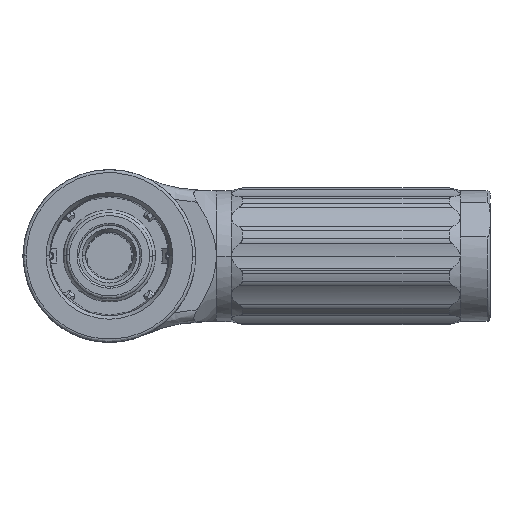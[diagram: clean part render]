
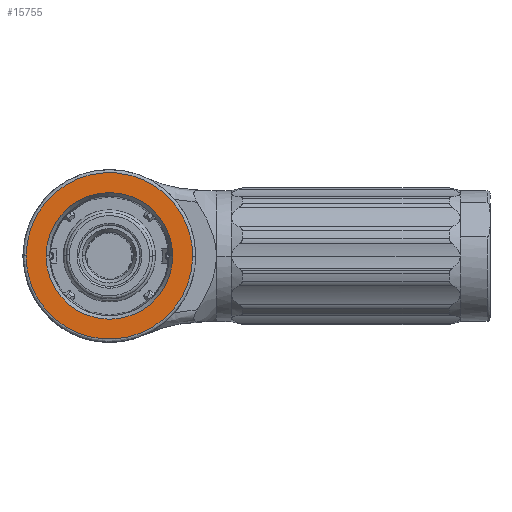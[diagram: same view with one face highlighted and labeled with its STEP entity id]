
A CAD part, top view. The second image highlights one B-rep face of the part: STEP entity #15755.
In plain terms, the highlighted planar face has unit normal (0, 0, 1).
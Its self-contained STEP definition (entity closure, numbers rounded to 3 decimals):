
#187 = CARTESIAN_POINT ( 'NONE',  ( -14., 0., -9. ) ) ;
#540 =( BOUNDED_CURVE ( )  B_SPLINE_CURVE ( 3, ( #13703, #20845, #11470, #19186 ),
 .UNSPECIFIED., .F., .F. ) 
 B_SPLINE_CURVE_WITH_KNOTS ( ( 4, 4 ),
 ( 0.003, 1. ),
 .UNSPECIFIED. ) 
 CURVE ( )  GEOMETRIC_REPRESENTATION_ITEM ( )  RATIONAL_B_SPLINE_CURVE ( ( 1., 0.337, 0.337, 1. ) ) 
 REPRESENTATION_ITEM ( '' )  );
#626 = EDGE_CURVE ( 'NONE', #21562, #21010, #17578, .T. ) ;
#878 = CIRCLE ( 'NONE', #5792, 10.649 ) ;
#1287 = CARTESIAN_POINT ( 'NONE',  ( -14., 0., -9. ) ) ;
#1778 = ORIENTED_EDGE ( 'NONE', *, *, #4641, .T. ) ;
#1978 = PLANE ( 'NONE',  #16769 ) ;
#2078 = CARTESIAN_POINT ( 'NONE',  ( -14., 0.099, -9. ) ) ;
#2815 = CARTESIAN_POINT ( 'NONE',  ( 13.999, -0.148, -9. ) ) ;
#4142 = CARTESIAN_POINT ( 'NONE',  ( 14., 0., -9. ) ) ;
#4641 = EDGE_CURVE ( 'NONE', #9101, #6245, #878, .T. ) ;
#5764 = DIRECTION ( 'NONE',  ( 1., 0., 0. ) ) ;
#5792 = AXIS2_PLACEMENT_3D ( 'NONE', #21928, #23457, #5764 ) ;
#5969 = ORIENTED_EDGE ( 'NONE', *, *, #20755, .F. ) ;
#6245 = VERTEX_POINT ( 'NONE', #8169 ) ;
#6932 = ORIENTED_EDGE ( 'NONE', *, *, #23423, .T. ) ;
#6934 = DIRECTION ( 'NONE',  ( 0., 0., 1. ) ) ;
#7121 = CARTESIAN_POINT ( 'NONE',  ( 0., 0., -9. ) ) ;
#7418 = EDGE_LOOP ( 'NONE', ( #1778, #6932 ) ) ;
#7856 = EDGE_CURVE ( 'NONE', #11701, #8722, #540, .T. ) ;
#7872 = CARTESIAN_POINT ( 'NONE',  ( -13.999, 0.148, -9. ) ) ;
#8169 = CARTESIAN_POINT ( 'NONE',  ( -10.649, 0., -9. ) ) ;
#8722 = VERTEX_POINT ( 'NONE', #14768 ) ;
#8868 = ORIENTED_EDGE ( 'NONE', *, *, #626, .F. ) ;
#8930 = CARTESIAN_POINT ( 'NONE',  ( -13.999, 0.148, -9. ) ) ;
#8945 = FACE_BOUND ( 'NONE', #7418, .T. ) ;
#9101 = VERTEX_POINT ( 'NONE', #21731 ) ;
#11160 = DIRECTION ( 'NONE',  ( 0., 0., -1. ) ) ;
#11470 = CARTESIAN_POINT ( 'NONE',  ( 14., 27.706, -9. ) ) ;
#11592 =( BOUNDED_CURVE ( )  B_SPLINE_CURVE ( 3, ( #4142, #11828, #19085, #2815 ),
 .UNSPECIFIED., .F., .F. ) 
 B_SPLINE_CURVE_WITH_KNOTS ( ( 4, 4 ),
 ( 0., 0.003 ),
 .UNSPECIFIED. ) 
 CURVE ( )  GEOMETRIC_REPRESENTATION_ITEM ( )  RATIONAL_B_SPLINE_CURVE ( ( 1., 1., 1., 1. ) ) 
 REPRESENTATION_ITEM ( '' )  );
#11701 = VERTEX_POINT ( 'NONE', #7872 ) ;
#11702 = EDGE_LOOP ( 'NONE', ( #22602, #8868, #5969, #16475 ) ) ;
#11828 = CARTESIAN_POINT ( 'NONE',  ( 14., -0.049, -9. ) ) ;
#12156 = CARTESIAN_POINT ( 'NONE',  ( -14., 0., -9. ) ) ;
#12539 = CARTESIAN_POINT ( 'NONE',  ( 13.705, -27.853, -9. ) ) ;
#13703 = CARTESIAN_POINT ( 'NONE',  ( -13.999, 0.148, -9. ) ) ;
#14611 = DIRECTION ( 'NONE',  ( 1., 0., 0. ) ) ;
#14641 = CARTESIAN_POINT ( 'NONE',  ( -14., 0.049, -9. ) ) ;
#14658 = DIRECTION ( 'NONE',  ( 1., 0., 0. ) ) ;
#14768 = CARTESIAN_POINT ( 'NONE',  ( 14., 0., -9. ) ) ;
#15755 = ADVANCED_FACE ( 'NONE', ( #8945, #18360 ), #1978, .T. ) ;
#15875 = CARTESIAN_POINT ( 'NONE',  ( 13.999, -0.148, -9. ) ) ;
#16102 = CARTESIAN_POINT ( 'NONE',  ( 0., 0., -9. ) ) ;
#16475 = ORIENTED_EDGE ( 'NONE', *, *, #7856, .F. ) ;
#16769 = AXIS2_PLACEMENT_3D ( 'NONE', #16102, #6934, #14658 ) ;
#17348 =( BOUNDED_CURVE ( )  B_SPLINE_CURVE ( 3, ( #187, #14641, #2078, #8930 ),
 .UNSPECIFIED., .F., .F. ) 
 B_SPLINE_CURVE_WITH_KNOTS ( ( 4, 4 ),
 ( 0., 0.003 ),
 .UNSPECIFIED. ) 
 CURVE ( )  GEOMETRIC_REPRESENTATION_ITEM ( )  RATIONAL_B_SPLINE_CURVE ( ( 1., 1., 1., 1. ) ) 
 REPRESENTATION_ITEM ( '' )  );
#17578 =( BOUNDED_CURVE ( )  B_SPLINE_CURVE ( 3, ( #15875, #12539, #22985, #1287 ),
 .UNSPECIFIED., .F., .T. ) 
 B_SPLINE_CURVE_WITH_KNOTS ( ( 4, 4 ),
 ( 0.003, 1. ),
 .UNSPECIFIED. ) 
 CURVE ( )  GEOMETRIC_REPRESENTATION_ITEM ( )  RATIONAL_B_SPLINE_CURVE ( ( 1., 0.337, 0.337, 1. ) ) 
 REPRESENTATION_ITEM ( '' )  );
#18360 = FACE_OUTER_BOUND ( 'NONE', #11702, .T. ) ;
#19085 = CARTESIAN_POINT ( 'NONE',  ( 14., -0.099, -9. ) ) ;
#19186 = CARTESIAN_POINT ( 'NONE',  ( 14., 0., -9. ) ) ;
#20652 = CARTESIAN_POINT ( 'NONE',  ( 13.999, -0.148, -9. ) ) ;
#20755 = EDGE_CURVE ( 'NONE', #8722, #21562, #11592, .T. ) ;
#20845 = CARTESIAN_POINT ( 'NONE',  ( -13.705, 27.853, -9. ) ) ;
#20901 = CIRCLE ( 'NONE', #22790, 10.649 ) ;
#21010 = VERTEX_POINT ( 'NONE', #12156 ) ;
#21209 = EDGE_CURVE ( 'NONE', #21010, #11701, #17348, .T. ) ;
#21562 = VERTEX_POINT ( 'NONE', #20652 ) ;
#21731 = CARTESIAN_POINT ( 'NONE',  ( 10.649, 0., -9. ) ) ;
#21928 = CARTESIAN_POINT ( 'NONE',  ( 0., 0., -9. ) ) ;
#22602 = ORIENTED_EDGE ( 'NONE', *, *, #21209, .F. ) ;
#22790 = AXIS2_PLACEMENT_3D ( 'NONE', #7121, #11160, #14611 ) ;
#22985 = CARTESIAN_POINT ( 'NONE',  ( -14., -27.706, -9. ) ) ;
#23423 = EDGE_CURVE ( 'NONE', #6245, #9101, #20901, .T. ) ;
#23457 = DIRECTION ( 'NONE',  ( 0., 0., -1. ) ) ;
